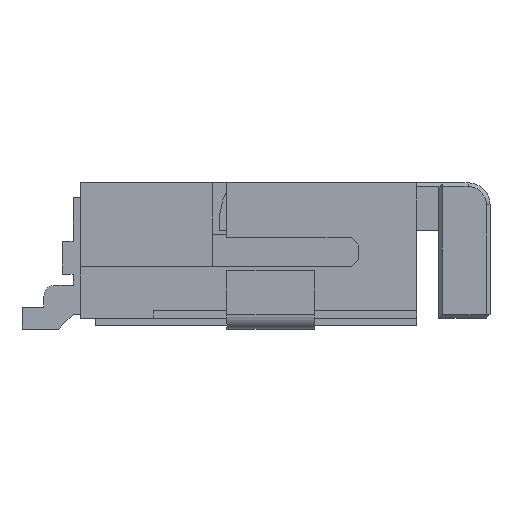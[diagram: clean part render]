
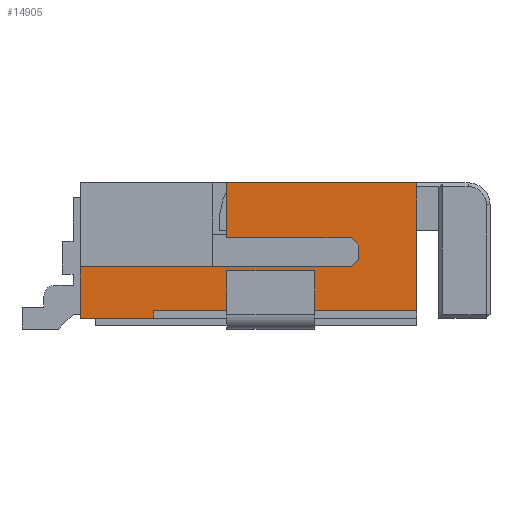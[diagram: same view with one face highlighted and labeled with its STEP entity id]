
A CAD part, left-side view. The second image highlights one B-rep face of the part: STEP entity #14905.
In plain terms, the highlighted planar face has unit normal (-1, 0, 0).
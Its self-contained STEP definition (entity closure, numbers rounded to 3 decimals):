
#521=FACE_OUTER_BOUND('',#1304,.T.);
#1304=EDGE_LOOP('',(#11590,#11591,#11592,#11593,#11594,#11595,#11596,#11597,
#11598,#11599,#11600,#11601));
#2802=LINE('',#22038,#4853);
#2807=LINE('',#22047,#4858);
#2811=LINE('',#22056,#4862);
#2815=LINE('',#22063,#4866);
#2816=LINE('',#22067,#4867);
#2819=LINE('',#22072,#4870);
#2821=LINE('',#22075,#4872);
#2822=LINE('',#22078,#4873);
#2824=LINE('',#22082,#4875);
#2851=LINE('',#22135,#4902);
#2942=LINE('',#22314,#4993);
#2943=LINE('',#22316,#4994);
#4853=VECTOR('',#17972,0.1);
#4858=VECTOR('',#17979,3.6);
#4862=VECTOR('',#17987,0.141);
#4866=VECTOR('',#17993,3.7);
#4867=VECTOR('',#17996,0.141);
#4870=VECTOR('',#18001,1.7);
#4872=VECTOR('',#18005,0.2);
#4873=VECTOR('',#18008,0.75);
#4875=VECTOR('',#18012,2.6);
#4902=VECTOR('',#18059,1.75);
#4993=VECTOR('',#18182,0.7);
#4994=VECTOR('',#18185,1.);
#6565=VERTEX_POINT('',#22034);
#6567=VERTEX_POINT('',#22037);
#6570=VERTEX_POINT('',#22045);
#6572=VERTEX_POINT('',#22053);
#6573=VERTEX_POINT('',#22055);
#6575=VERTEX_POINT('',#22061);
#6576=VERTEX_POINT('',#22065);
#6577=VERTEX_POINT('',#22066);
#6578=VERTEX_POINT('',#22071);
#6579=VERTEX_POINT('',#22077);
#6580=VERTEX_POINT('',#22081);
#6668=VERTEX_POINT('',#22312);
#8308=EDGE_CURVE('',#6567,#6565,#2802,.T.);
#8313=EDGE_CURVE('',#6565,#6570,#2807,.T.);
#8317=EDGE_CURVE('',#6572,#6573,#2811,.T.);
#8321=EDGE_CURVE('',#6575,#6572,#2815,.T.);
#8322=EDGE_CURVE('',#6576,#6577,#2816,.T.);
#8325=EDGE_CURVE('',#6577,#6578,#2819,.T.);
#8327=EDGE_CURVE('',#6573,#6576,#2821,.T.);
#8328=EDGE_CURVE('',#6578,#6579,#2822,.T.);
#8330=EDGE_CURVE('',#6579,#6580,#2824,.T.);
#8357=EDGE_CURVE('',#6570,#6580,#2851,.T.);
#8448=EDGE_CURVE('',#6668,#6575,#2942,.T.);
#8449=EDGE_CURVE('',#6668,#6567,#2943,.T.);
#11590=ORIENTED_EDGE('',*,*,#8357,.T.);
#11591=ORIENTED_EDGE('',*,*,#8330,.F.);
#11592=ORIENTED_EDGE('',*,*,#8328,.F.);
#11593=ORIENTED_EDGE('',*,*,#8325,.F.);
#11594=ORIENTED_EDGE('',*,*,#8322,.F.);
#11595=ORIENTED_EDGE('',*,*,#8327,.F.);
#11596=ORIENTED_EDGE('',*,*,#8317,.F.);
#11597=ORIENTED_EDGE('',*,*,#8321,.F.);
#11598=ORIENTED_EDGE('',*,*,#8448,.F.);
#11599=ORIENTED_EDGE('',*,*,#8449,.T.);
#11600=ORIENTED_EDGE('',*,*,#8308,.T.);
#11601=ORIENTED_EDGE('',*,*,#8313,.T.);
#13814=PLANE('',#15672);
#14905=ADVANCED_FACE('',(#521),#13814,.T.);
#15672=AXIS2_PLACEMENT_3D('',#22315,#18183,#18184);
#17972=DIRECTION('',(0.,0.,1.));
#17979=DIRECTION('',(0.,-1.,0.));
#17987=DIRECTION('',(0.,-0.707,0.707));
#17993=DIRECTION('',(0.,-1.,0.));
#17996=DIRECTION('',(0.,0.707,0.707));
#18001=DIRECTION('',(0.,1.,0.));
#18005=DIRECTION('',(0.,0.,1.));
#18008=DIRECTION('',(0.,0.,1.));
#18012=DIRECTION('',(0.,-1.,0.));
#18059=DIRECTION('',(0.,0.,1.));
#18182=DIRECTION('',(0.,0.,1.));
#18183=DIRECTION('center_axis',(-1.,0.,0.));
#18184=DIRECTION('ref_axis',(0.,0.,-1.));
#18185=DIRECTION('',(0.,-1.,0.));
#22034=CARTESIAN_POINT('',(-4.8,0.3,0.25));
#22037=CARTESIAN_POINT('',(-4.8,0.3,0.15));
#22038=CARTESIAN_POINT('',(-4.8,0.3,0.25));
#22045=CARTESIAN_POINT('',(-4.8,-3.3,0.25));
#22047=CARTESIAN_POINT('',(-4.8,1.3,0.25));
#22053=CARTESIAN_POINT('',(-4.8,-2.4,0.85));
#22055=CARTESIAN_POINT('',(-4.8,-2.5,0.95));
#22056=CARTESIAN_POINT('',(-4.8,-1.5,-0.05));
#22061=CARTESIAN_POINT('',(-4.8,1.3,0.85));
#22063=CARTESIAN_POINT('',(-4.8,1.3,0.85));
#22065=CARTESIAN_POINT('',(-4.8,-2.5,1.15));
#22066=CARTESIAN_POINT('',(-4.8,-2.4,1.25));
#22067=CARTESIAN_POINT('',(-4.8,-1.6,2.05));
#22071=CARTESIAN_POINT('',(-4.8,-0.7,1.25));
#22072=CARTESIAN_POINT('',(-4.8,-2.5,1.25));
#22075=CARTESIAN_POINT('',(-4.8,-2.5,0.85));
#22077=CARTESIAN_POINT('',(-4.8,-0.7,2.));
#22078=CARTESIAN_POINT('',(-4.8,-0.7,1.25));
#22081=CARTESIAN_POINT('',(-4.8,-3.3,2.));
#22082=CARTESIAN_POINT('',(-4.8,-0.7,2.));
#22135=CARTESIAN_POINT('',(-4.8,-3.3,0.963));
#22312=CARTESIAN_POINT('',(-4.8,1.3,0.15));
#22314=CARTESIAN_POINT('',(-4.8,1.3,0.25));
#22315=CARTESIAN_POINT('Origin',(-4.8,1.3,0.85));
#22316=CARTESIAN_POINT('',(-4.8,1.3,0.15));
